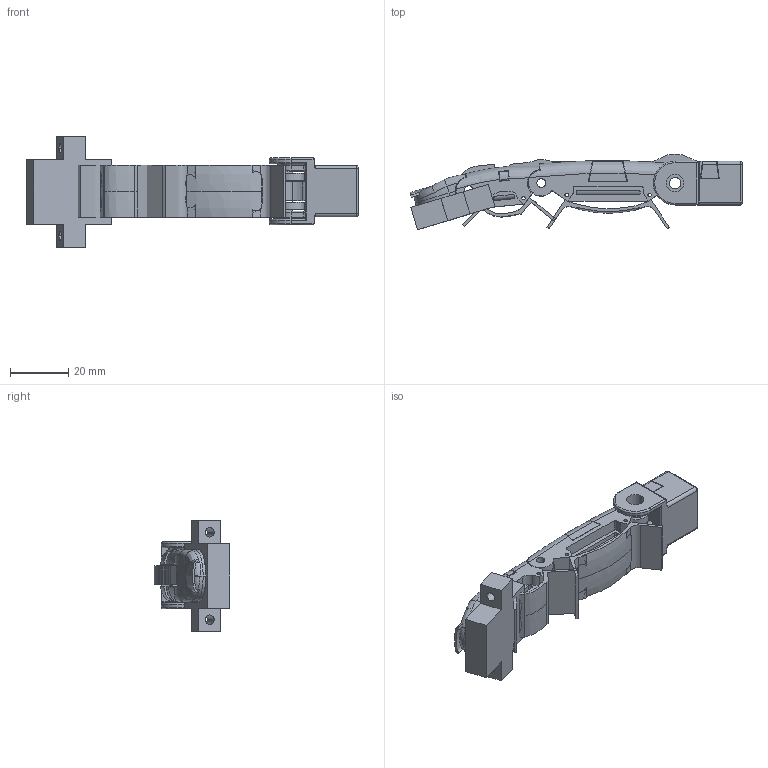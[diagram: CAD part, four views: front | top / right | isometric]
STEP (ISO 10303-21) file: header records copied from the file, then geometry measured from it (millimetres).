
FILE_DESCRIPTION((''),'2;1');
FILE_NAME('DIGIT2_ASM','2018-12-13T12:29:25',('helen'),(''),'CREO PARAMETRIC BY PTC INC, 2017260','CREO PARAMETRIC BY PTC INC, 2017260','');
FILE_SCHEMA(('CONFIG_CONTROL_DESIGN'));
Length unit declared in the file: millimetre
Products named in the file (15): D2_PROXIMAL; D2_MIDDLE; D2_DISTALMID; D2_DISTALTOP; D2_DISTALPAD; D2_DISTALPAD_MOULD; D2_DISTAL_ASM; D2_FLEXJOINT_PRO_MID; D2_FLEXJOINT_MID_DIS; D2_MIDDLE_CLAMP; D2_PROXIMALCLAMP; FINGER_BASE; D2_FLEXUREJOINT_PALMPRO_; PALM_PROX_CLAMP; DIGIT2_ASM
Assembly tree (14 placements, depth 3):
  DIGIT2_ASM
    D2_PROXIMAL
    D2_MIDDLE
    D2_DISTAL_ASM
      D2_DISTALMID
      D2_DISTALTOP
      D2_DISTALPAD
      D2_DISTALPAD_MOULD
    D2_FLEXJOINT_PRO_MID
    D2_FLEXJOINT_MID_DIS
    D2_MIDDLE_CLAMP
    D2_PROXIMALCLAMP
    FINGER_BASE
    D2_FLEXUREJOINT_PALMPRO_
    PALM_PROX_CLAMP
Bounding box: 114.1 x 26.01 x 38 mm (x, y, z)
Volume: 25290.5 mm3; surface area: 23967.1 mm2
Topology: 16 solids, 16 shells, 706 faces, 1915 edges, 1233 vertices
Faces by surface type: plane 358, cylinder 222, bspline 53, extrusion 48, torus 24, sphere 1
Entity records: 30627 total; most frequent: CARTESIAN_POINT 12903, ORIENTED_EDGE 3830, DIRECTION 3332, EDGE_CURVE 1915, VERTEX_POINT 1233, VECTOR 1186, LINE 1138, AXIS2_PLACEMENT_3D 1073
